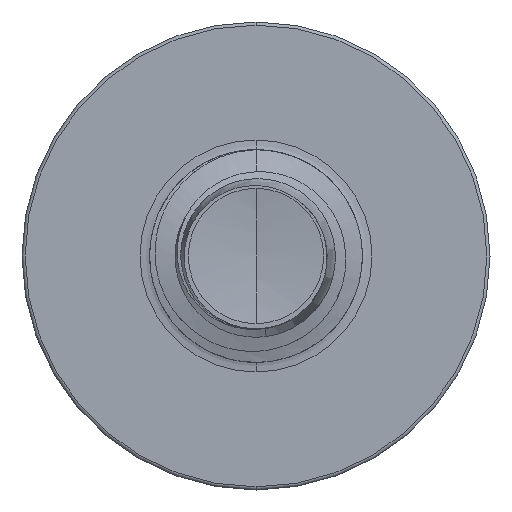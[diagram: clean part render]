
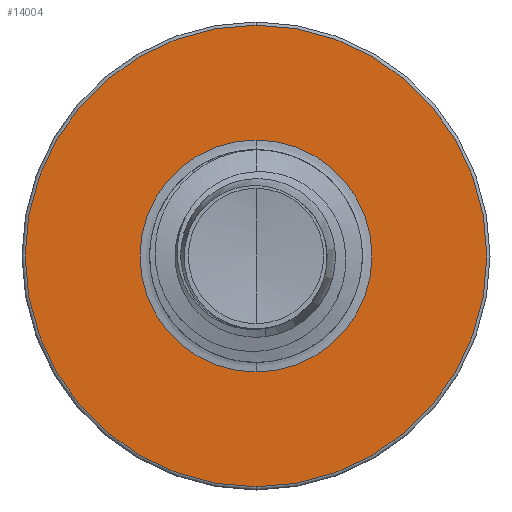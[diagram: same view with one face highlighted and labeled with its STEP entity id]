
A CAD part, front view. The second image highlights one B-rep face of the part: STEP entity #14004.
In plain terms, the highlighted planar face has unit normal (0, -1, 0).
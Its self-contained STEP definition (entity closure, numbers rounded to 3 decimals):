
#556 = CARTESIAN_POINT ( 'NONE',  ( 0., 5., -1.363 ) ) ;
#906 = PLANE ( 'NONE',  #7969 ) ;
#1090 = CARTESIAN_POINT ( 'NONE',  ( 0., 5., 2.713 ) ) ;
#1178 = AXIS2_PLACEMENT_3D ( 'NONE', #8861, #8845, #8808 ) ;
#1633 = EDGE_CURVE ( 'NONE', #16335, #13288, #13590, .T. ) ;
#1638 = EDGE_CURVE ( 'NONE', #14590, #15432, #4490, .T. ) ;
#1705 = CARTESIAN_POINT ( 'NONE',  ( 0., 5., -1.363 ) ) ;
#3173 = AXIS2_PLACEMENT_3D ( 'NONE', #6469, #6447, #6444 ) ;
#4490 = CIRCLE ( 'NONE', #8866, 2.713 ) ;
#4553 = EDGE_LOOP ( 'NONE', ( #9880, #14183 ) ) ;
#6361 = DIRECTION ( 'NONE',  ( 0., 0., 1. ) ) ;
#6370 = DIRECTION ( 'NONE',  ( 0., 1., 0. ) ) ;
#6391 = CARTESIAN_POINT ( 'NONE',  ( 0., 5., 0. ) ) ;
#6444 = DIRECTION ( 'NONE',  ( 0., 0., 1. ) ) ;
#6447 = DIRECTION ( 'NONE',  ( 0., 1., 0. ) ) ;
#6469 = CARTESIAN_POINT ( 'NONE',  ( 0., 5., 0. ) ) ;
#6595 = EDGE_LOOP ( 'NONE', ( #14650, #11217 ) ) ;
#6722 = CARTESIAN_POINT ( 'NONE',  ( 0., 5., -2.712 ) ) ;
#7401 = CIRCLE ( 'NONE', #12179, 1.363 ) ;
#7969 = AXIS2_PLACEMENT_3D ( 'NONE', #556, #11487, #11299 ) ;
#8808 = DIRECTION ( 'NONE',  ( 0., 0., 1. ) ) ;
#8845 = DIRECTION ( 'NONE',  ( 0., 1., 0. ) ) ;
#8861 = CARTESIAN_POINT ( 'NONE',  ( 0., 5., 0. ) ) ;
#8866 = AXIS2_PLACEMENT_3D ( 'NONE', #6391, #6370, #6361 ) ;
#9880 = ORIENTED_EDGE ( 'NONE', *, *, #1633, .T. ) ;
#10484 = CIRCLE ( 'NONE', #1178, 2.713 ) ;
#11217 = ORIENTED_EDGE ( 'NONE', *, *, #1638, .F. ) ;
#11299 = DIRECTION ( 'NONE',  ( 0., 0., 1. ) ) ;
#11487 = DIRECTION ( 'NONE',  ( 0., 1., 0. ) ) ;
#11836 = EDGE_CURVE ( 'NONE', #15432, #14590, #10484, .T. ) ;
#12179 = AXIS2_PLACEMENT_3D ( 'NONE', #15970, #15948, #15890 ) ;
#12933 = CARTESIAN_POINT ( 'NONE',  ( 0., 5., 1.363 ) ) ;
#13288 = VERTEX_POINT ( 'NONE', #1705 ) ;
#13590 = CIRCLE ( 'NONE', #3173, 1.363 ) ;
#14004 = ADVANCED_FACE ( 'NONE', ( #16248, #15358 ), #906, .F. ) ;
#14183 = ORIENTED_EDGE ( 'NONE', *, *, #15637, .T. ) ;
#14590 = VERTEX_POINT ( 'NONE', #6722 ) ;
#14650 = ORIENTED_EDGE ( 'NONE', *, *, #11836, .F. ) ;
#15358 = FACE_BOUND ( 'NONE', #4553, .T. ) ;
#15432 = VERTEX_POINT ( 'NONE', #1090 ) ;
#15637 = EDGE_CURVE ( 'NONE', #13288, #16335, #7401, .T. ) ;
#15890 = DIRECTION ( 'NONE',  ( 0., 0., 1. ) ) ;
#15948 = DIRECTION ( 'NONE',  ( 0., 1., 0. ) ) ;
#15970 = CARTESIAN_POINT ( 'NONE',  ( 0., 5., 0. ) ) ;
#16248 = FACE_OUTER_BOUND ( 'NONE', #6595, .T. ) ;
#16335 = VERTEX_POINT ( 'NONE', #12933 ) ;
